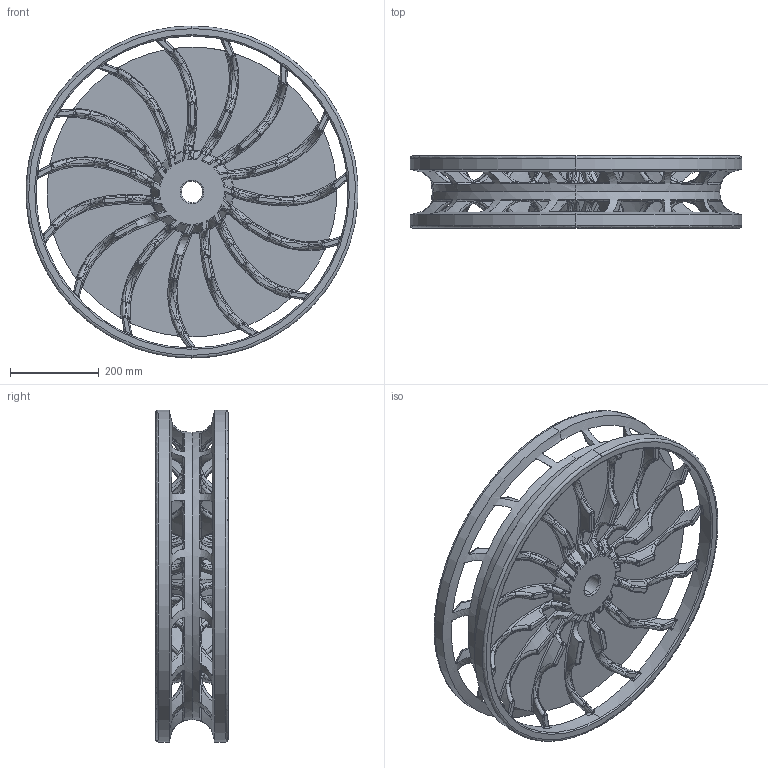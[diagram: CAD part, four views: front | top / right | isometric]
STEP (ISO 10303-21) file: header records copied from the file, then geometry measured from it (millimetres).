
FILE_DESCRIPTION(('FreeCAD Model'),'2;1');
FILE_NAME('Open CASCADE Shape Model','2025-05-04T09:35:24',('FreeCAD'),( 'FreeCAD'),'Open CASCADE STEP processor 7.6','FreeCAD','Unknown');
FILE_SCHEMA(('AUTOMOTIVE_DESIGN { 1 0 10303 214 1 1 1 1 }'));
Products named in the file (1): Open CASCADE STEP translator 7.6 1
Bounding box: 747.78 x 162.96 x 748.69 mm (x, y, z)
Volume: 18316086.5 mm3; surface area: 1570326.8 mm2
Topology: 1 solids, 1 shells, 2055 faces, 5144 edges, 2796 vertices
Faces by surface type: bspline 2055
Entity records: 139867 total; most frequent: CARTESIAN_POINT 112462, ORIENTED_EDGE 9762, EDGE_CURVE 4881, B_SPLINE_CURVE_WITH_KNOTS 3417, VERTEX_POINT 2797, FACE_BOUND 2086, EDGE_LOOP 2086, ADVANCED_FACE 2055
